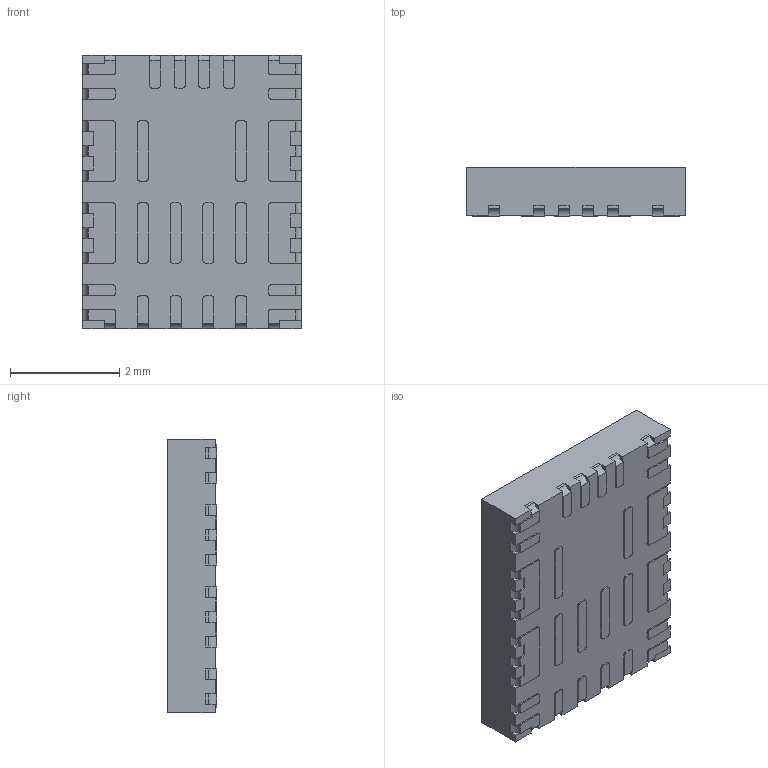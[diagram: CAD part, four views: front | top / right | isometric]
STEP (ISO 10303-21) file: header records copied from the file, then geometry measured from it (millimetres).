
FILE_DESCRIPTION (( 'STEP AP214' ), '1' );
FILE_NAME ('MPQ8875A-AEC1 (QFN-34, 4x5).STEP', '2021-08-16T21:54:23', ( '' ), ( '' ), 'SwSTEP 2.0', 'SolidWorks 2017', '' );
FILE_SCHEMA (( 'AUTOMOTIVE_DESIGN' ));
Length unit declared in the file: millimetre
Products named in the file (1): MPQ8875A-AEC1 (QFN-34, 4x5)
Bounding box: 4 x 0.9 x 5 mm (x, y, z)
Volume: 17.6 mm3; surface area: 85.3 mm2
Topology: 27 solids, 27 shells, 507 faces, 1338 edges, 892 vertices
Faces by surface type: plane 353, cylinder 154
Entity records: 15919 total; most frequent: CARTESIAN_POINT 2738, ORIENTED_EDGE 2676, DIRECTION 2662, EDGE_CURVE 1338, LINE 1030, VECTOR 1030, VERTEX_POINT 892, AXIS2_PLACEMENT_3D 816
